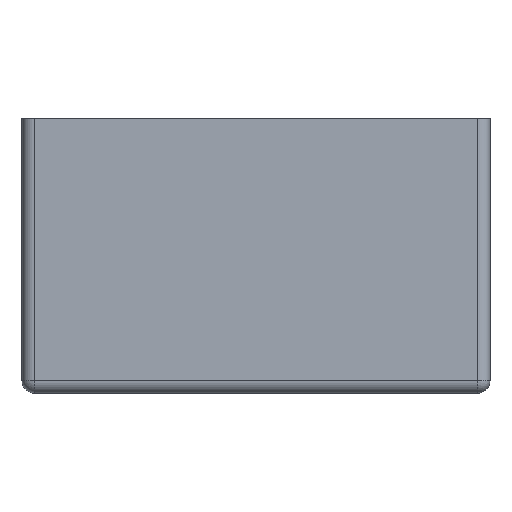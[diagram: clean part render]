
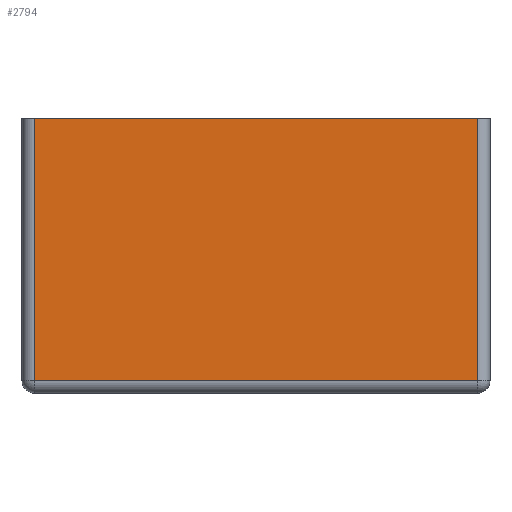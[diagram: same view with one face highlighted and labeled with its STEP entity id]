
A CAD part, left-side view. The second image highlights one B-rep face of the part: STEP entity #2794.
In plain terms, the highlighted planar face has unit normal (-1, 0, 0).
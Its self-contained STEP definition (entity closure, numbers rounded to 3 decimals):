
#228=PLANE('',#2968);
#454=FACE_OUTER_BOUND('',#661,.T.);
#661=EDGE_LOOP('',(#2528,#2529,#2530,#2531));
#833=LINE('',#5028,#1017);
#838=LINE('',#5048,#1022);
#841=LINE('',#5062,#1025);
#843=LINE('',#5065,#1027);
#1017=VECTOR('',#3385,10.);
#1022=VECTOR('',#3412,10.);
#1025=VECTOR('',#3429,10.);
#1027=VECTOR('',#3433,10.);
#1382=VERTEX_POINT('',#5025);
#1383=VERTEX_POINT('',#5027);
#1385=VERTEX_POINT('',#5040);
#1391=VERTEX_POINT('',#5058);
#1761=EDGE_CURVE('',#1382,#1383,#833,.T.);
#1771=EDGE_CURVE('',#1385,#1382,#838,.T.);
#1778=EDGE_CURVE('',#1383,#1391,#841,.T.);
#1780=EDGE_CURVE('',#1391,#1385,#843,.T.);
#2528=ORIENTED_EDGE('',*,*,#1771,.F.);
#2529=ORIENTED_EDGE('',*,*,#1780,.F.);
#2530=ORIENTED_EDGE('',*,*,#1778,.F.);
#2531=ORIENTED_EDGE('',*,*,#1761,.F.);
#2794=ADVANCED_FACE('',(#454),#228,.T.);
#2968=AXIS2_PLACEMENT_3D('',#5072,#3442,#3443);
#3385=DIRECTION('',(0.,-1.,0.));
#3412=DIRECTION('',(0.,0.,1.));
#3429=DIRECTION('',(0.,0.,-1.));
#3433=DIRECTION('',(0.,1.,0.));
#3442=DIRECTION('center_axis',(-1.,0.,0.));
#3443=DIRECTION('ref_axis',(0.,1.,0.));
#5025=CARTESIAN_POINT('',(-30.,17.,4.));
#5027=CARTESIAN_POINT('',(-30.,-18.5,4.));
#5028=CARTESIAN_POINT('',(-30.,18.,4.));
#5040=CARTESIAN_POINT('',(-30.,17.,-17.));
#5048=CARTESIAN_POINT('',(-30.,17.,-16.));
#5058=CARTESIAN_POINT('',(-30.,-18.5,-17.));
#5062=CARTESIAN_POINT('',(-30.,-18.5,-16.));
#5065=CARTESIAN_POINT('',(-30.,-10.125,-17.));
#5072=CARTESIAN_POINT('Origin',(-30.,-19.5,-16.));
